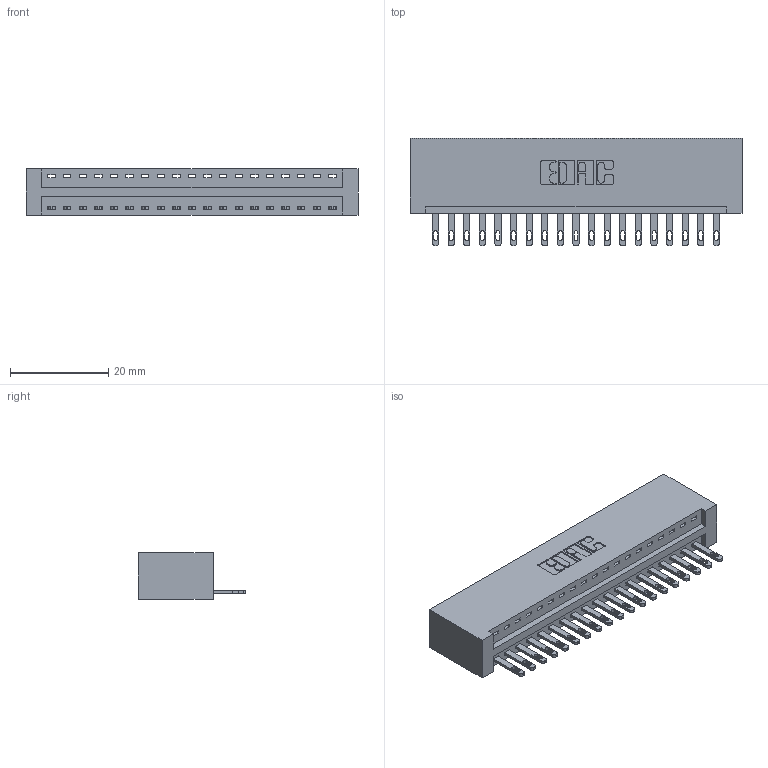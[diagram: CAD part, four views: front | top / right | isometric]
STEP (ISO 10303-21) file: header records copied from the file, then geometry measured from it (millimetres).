
FILE_DESCRIPTION (( 'STEP AP203' ), '1' );
FILE_NAME ('896-019-500-101.STEP', '2021-07-27T16:16:25', ( '' ), ( '' ), 'SwSTEP 2.0', 'SolidWorks 2020', '' );
FILE_SCHEMA (( 'CONFIG_CONTROL_DESIGN' ));
Length unit declared in the file: inch
Products named in the file (3): 846 Part_No Mounting Lugs; 345-292-001_345-293-100; 896-019-500-101
Assembly tree (20 placements, depth 2):
  896-019-500-101
    846 Part_No Mounting Lugs
    345-292-001_345-293-100  x19
Bounding box: 67.56 x 21.84 x 9.4 mm (x, y, z)
Volume: 6870.1 mm3; surface area: 8457.9 mm2
Topology: 20 solids, 20 shells, 1140 faces, 3497 edges, 2330 vertices
Faces by surface type: plane 718, cylinder 422
Entity records: 14541 total; most frequent: CARTESIAN_POINT 2505, ORIENTED_EDGE 2458, DIRECTION 2235, EDGE_CURVE 1229, VECTOR 1025, LINE 1025, VERTEX_POINT 818, AXIS2_PLACEMENT_3D 605
